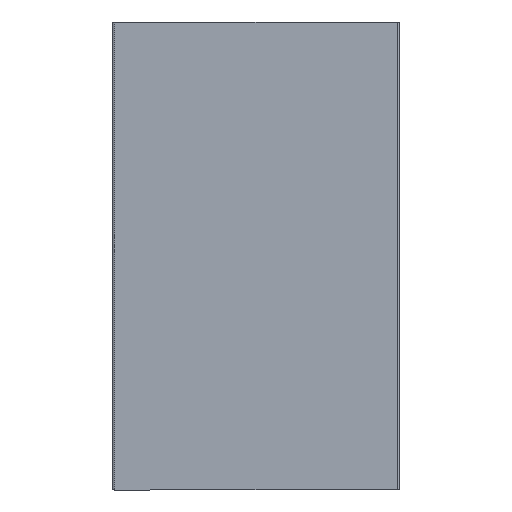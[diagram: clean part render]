
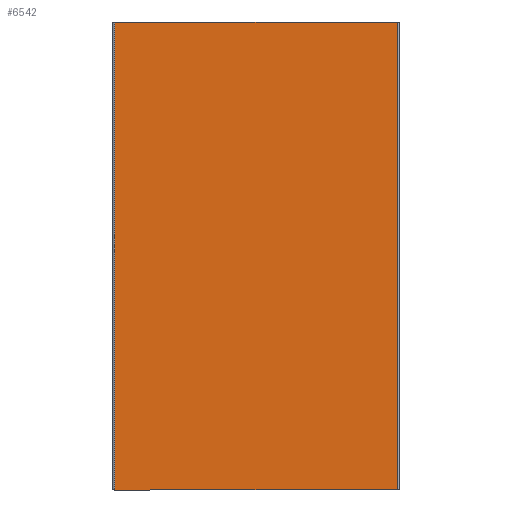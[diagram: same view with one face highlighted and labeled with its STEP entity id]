
A CAD part, left-side view. The second image highlights one B-rep face of the part: STEP entity #6542.
In plain terms, the highlighted planar face has unit normal (-1, 0, 0).
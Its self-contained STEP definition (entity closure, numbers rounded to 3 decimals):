
#216 = DIRECTION ( 'NONE',  ( 0., 0., -1. ) ) ;
#266 = CARTESIAN_POINT ( 'NONE',  ( -1., 1., 0. ) ) ;
#789 = CARTESIAN_POINT ( 'NONE',  ( -1., 1., 0. ) ) ;
#1055 = VERTEX_POINT ( 'NONE', #3844 ) ;
#1096 = ORIENTED_EDGE ( 'NONE', *, *, #2874, .F. ) ;
#1447 = LINE ( 'NONE', #789, #8301 ) ;
#1561 = DIRECTION ( 'NONE',  ( 0., 1., 0. ) ) ;
#1674 = ORIENTED_EDGE ( 'NONE', *, *, #2769, .F. ) ;
#1676 = VECTOR ( 'NONE', #1561, 1000. ) ;
#2216 = ORIENTED_EDGE ( 'NONE', *, *, #2947, .T. ) ;
#2759 = DIRECTION ( 'NONE',  ( 0., 0., -1. ) ) ;
#2769 = EDGE_CURVE ( 'NONE', #7064, #9363, #8980, .T. ) ;
#2874 = EDGE_CURVE ( 'NONE', #5987, #1055, #1447, .T. ) ;
#2947 = EDGE_CURVE ( 'NONE', #5987, #9363, #3565, .T. ) ;
#3381 = PLANE ( 'NONE',  #6827 ) ;
#3565 = LINE ( 'NONE', #8496, #10057 ) ;
#3592 = DIRECTION ( 'NONE',  ( 0., 0., -1. ) ) ;
#3844 = CARTESIAN_POINT ( 'NONE',  ( -1., 1., 0. ) ) ;
#4182 = DIRECTION ( 'NONE',  ( 0., -1., 0. ) ) ;
#4259 = FACE_OUTER_BOUND ( 'NONE', #7636, .T. ) ;
#5987 = VERTEX_POINT ( 'NONE', #9473 ) ;
#6477 = CARTESIAN_POINT ( 'NONE',  ( -1., 1., -196. ) ) ;
#6542 = ADVANCED_FACE ( 'NONE', ( #4259 ), #3381, .F. ) ;
#6654 = VECTOR ( 'NONE', #3592, 1000. ) ;
#6716 = CARTESIAN_POINT ( 'NONE',  ( -1., 1., 0. ) ) ;
#6737 = EDGE_CURVE ( 'NONE', #1055, #7064, #7969, .T. ) ;
#6827 = AXIS2_PLACEMENT_3D ( 'NONE', #6716, #8522, #216 ) ;
#7064 = VERTEX_POINT ( 'NONE', #7956 ) ;
#7537 = ORIENTED_EDGE ( 'NONE', *, *, #6737, .F. ) ;
#7636 = EDGE_LOOP ( 'NONE', ( #7537, #1096, #2216, #1674 ) ) ;
#7956 = CARTESIAN_POINT ( 'NONE',  ( -1., 1., -196. ) ) ;
#7969 = LINE ( 'NONE', #266, #6654 ) ;
#8301 = VECTOR ( 'NONE', #4182, 1000. ) ;
#8496 = CARTESIAN_POINT ( 'NONE',  ( -1., 119.4, 0. ) ) ;
#8522 = DIRECTION ( 'NONE',  ( 1., 0., 0. ) ) ;
#8887 = CARTESIAN_POINT ( 'NONE',  ( -1., 119.4, -196. ) ) ;
#8980 = LINE ( 'NONE', #6477, #1676 ) ;
#9363 = VERTEX_POINT ( 'NONE', #8887 ) ;
#9473 = CARTESIAN_POINT ( 'NONE',  ( -1., 119.4, 0. ) ) ;
#10057 = VECTOR ( 'NONE', #2759, 1000. ) ;
